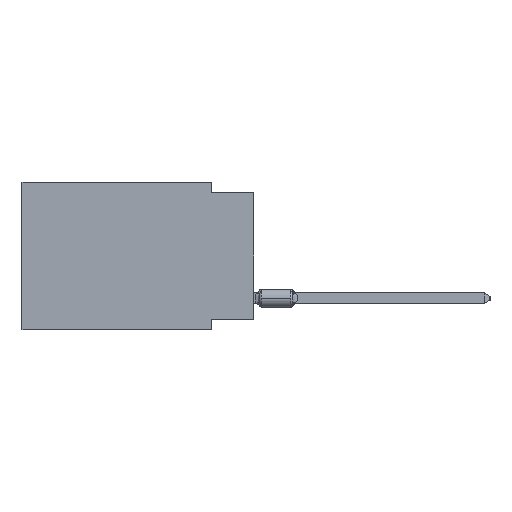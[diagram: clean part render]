
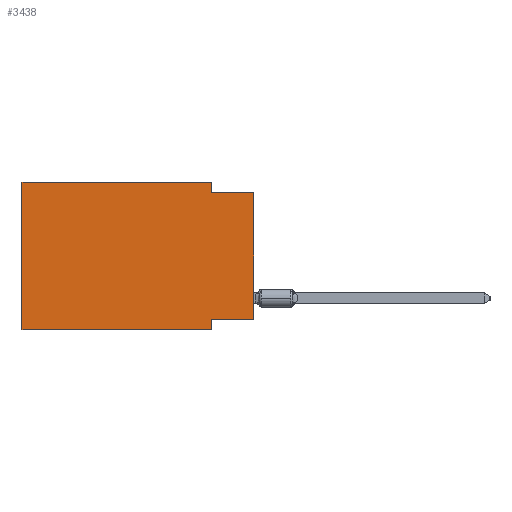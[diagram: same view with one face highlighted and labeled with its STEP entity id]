
A CAD part, left-side view. The second image highlights one B-rep face of the part: STEP entity #3438.
In plain terms, the highlighted planar face has unit normal (-1, 0, 0).
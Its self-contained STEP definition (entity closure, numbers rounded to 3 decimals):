
#316 = EDGE_CURVE ( 'NONE', #20852, #40130, #30583, .T. ) ;
#1185 = VERTEX_POINT ( 'NONE', #2781 ) ;
#1392 = LINE ( 'NONE', #39116, #34251 ) ;
#2683 = ORIENTED_EDGE ( 'NONE', *, *, #12229, .F. ) ;
#2781 = CARTESIAN_POINT ( 'NONE',  ( 0., 2.54, -8.255 ) ) ;
#3438 = ADVANCED_FACE ( 'NONE', ( #39400 ), #11297, .F. ) ;
#4334 = CARTESIAN_POINT ( 'NONE',  ( 0., 2.54, 0. ) ) ;
#4953 = CARTESIAN_POINT ( 'NONE',  ( 0., 13.97, 0. ) ) ;
#5168 = CARTESIAN_POINT ( 'NONE',  ( 0., 0., -0.635 ) ) ;
#5290 = ORIENTED_EDGE ( 'NONE', *, *, #25230, .F. ) ;
#5778 = VECTOR ( 'NONE', #34807, 1000. ) ;
#6585 = LINE ( 'NONE', #15410, #29013 ) ;
#6893 = VECTOR ( 'NONE', #26162, 1000. ) ;
#7286 = LINE ( 'NONE', #26364, #6893 ) ;
#7431 = VERTEX_POINT ( 'NONE', #31697 ) ;
#8630 = VECTOR ( 'NONE', #36942, 1000. ) ;
#8925 = EDGE_CURVE ( 'NONE', #1185, #7431, #16722, .T. ) ;
#9598 = VERTEX_POINT ( 'NONE', #4334 ) ;
#11012 = DIRECTION ( 'NONE',  ( 0., 0., -1. ) ) ;
#11297 = PLANE ( 'NONE',  #37941 ) ;
#11641 = ORIENTED_EDGE ( 'NONE', *, *, #8925, .F. ) ;
#12229 = EDGE_CURVE ( 'NONE', #22194, #1185, #29470, .T. ) ;
#12488 = CARTESIAN_POINT ( 'NONE',  ( 0., 0., -8.255 ) ) ;
#13863 = ORIENTED_EDGE ( 'NONE', *, *, #19536, .F. ) ;
#13874 = CARTESIAN_POINT ( 'NONE',  ( 0., 0., -8.255 ) ) ;
#15410 = CARTESIAN_POINT ( 'NONE',  ( 0., 13.97, 0. ) ) ;
#15492 = VECTOR ( 'NONE', #24413, 1000. ) ;
#16722 = LINE ( 'NONE', #17330, #20607 ) ;
#17330 = CARTESIAN_POINT ( 'NONE',  ( 0., 2.54, -8.89 ) ) ;
#19536 = EDGE_CURVE ( 'NONE', #9598, #33636, #1392, .T. ) ;
#20607 = VECTOR ( 'NONE', #35191, 1000. ) ;
#20731 = DIRECTION ( 'NONE',  ( 1., 0., 0. ) ) ;
#20852 = VERTEX_POINT ( 'NONE', #39375 ) ;
#21123 = EDGE_LOOP ( 'NONE', ( #33401, #5290, #13863, #28229, #32036, #39680, #11641, #2683 ) ) ;
#22194 = VERTEX_POINT ( 'NONE', #12488 ) ;
#23811 = CARTESIAN_POINT ( 'NONE',  ( 0., 13.97, 0. ) ) ;
#24413 = DIRECTION ( 'NONE',  ( 0., 0., 1. ) ) ;
#25156 = CARTESIAN_POINT ( 'NONE',  ( 0., 0., 0. ) ) ;
#25230 = EDGE_CURVE ( 'NONE', #33636, #27335, #27711, .T. ) ;
#25494 = CARTESIAN_POINT ( 'NONE',  ( 0., 13.97, 0. ) ) ;
#25933 = VECTOR ( 'NONE', #29275, 1000. ) ;
#26162 = DIRECTION ( 'NONE',  ( 0., -1., 0. ) ) ;
#26364 = CARTESIAN_POINT ( 'NONE',  ( 0., 13.97, -8.89 ) ) ;
#27335 = VERTEX_POINT ( 'NONE', #38099 ) ;
#27711 = LINE ( 'NONE', #5168, #8630 ) ;
#27930 = DIRECTION ( 'NONE',  ( 0., -1., 0. ) ) ;
#28229 = ORIENTED_EDGE ( 'NONE', *, *, #40521, .F. ) ;
#28247 = LINE ( 'NONE', #25156, #5778 ) ;
#29013 = VECTOR ( 'NONE', #27930, 1000. ) ;
#29141 = EDGE_CURVE ( 'NONE', #20852, #7431, #7286, .T. ) ;
#29275 = DIRECTION ( 'NONE',  ( 0., 1., 0. ) ) ;
#29470 = LINE ( 'NONE', #13874, #25933 ) ;
#30583 = LINE ( 'NONE', #4953, #15492 ) ;
#30780 = DIRECTION ( 'NONE',  ( 0., 0., -1. ) ) ;
#31697 = CARTESIAN_POINT ( 'NONE',  ( 0., 2.54, -8.89 ) ) ;
#32036 = ORIENTED_EDGE ( 'NONE', *, *, #316, .F. ) ;
#33401 = ORIENTED_EDGE ( 'NONE', *, *, #37688, .T. ) ;
#33636 = VERTEX_POINT ( 'NONE', #39446 ) ;
#34251 = VECTOR ( 'NONE', #11012, 1000. ) ;
#34807 = DIRECTION ( 'NONE',  ( 0., 0., 1. ) ) ;
#35191 = DIRECTION ( 'NONE',  ( 0., 0., -1. ) ) ;
#36942 = DIRECTION ( 'NONE',  ( 0., -1., 0. ) ) ;
#37688 = EDGE_CURVE ( 'NONE', #22194, #27335, #28247, .T. ) ;
#37941 = AXIS2_PLACEMENT_3D ( 'NONE', #23811, #20731, #30780 ) ;
#38099 = CARTESIAN_POINT ( 'NONE',  ( 0., 0., -0.635 ) ) ;
#39116 = CARTESIAN_POINT ( 'NONE',  ( 0., 2.54, 0. ) ) ;
#39375 = CARTESIAN_POINT ( 'NONE',  ( 0., 13.97, -8.89 ) ) ;
#39400 = FACE_OUTER_BOUND ( 'NONE', #21123, .T. ) ;
#39446 = CARTESIAN_POINT ( 'NONE',  ( 0., 2.54, -0.635 ) ) ;
#39680 = ORIENTED_EDGE ( 'NONE', *, *, #29141, .T. ) ;
#40130 = VERTEX_POINT ( 'NONE', #25494 ) ;
#40521 = EDGE_CURVE ( 'NONE', #40130, #9598, #6585, .T. ) ;
